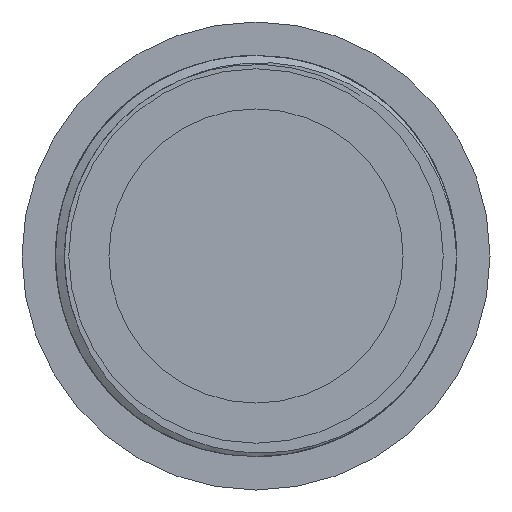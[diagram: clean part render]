
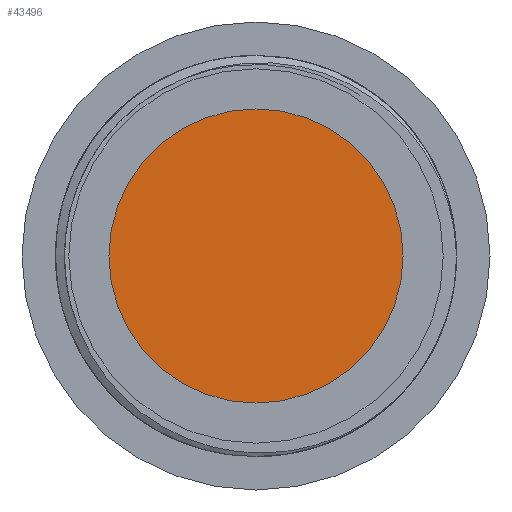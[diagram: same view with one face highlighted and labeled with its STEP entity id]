
A CAD part, left-side view. The second image highlights one B-rep face of the part: STEP entity #43496.
In plain terms, the highlighted face is planar.
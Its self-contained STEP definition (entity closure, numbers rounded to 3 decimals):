
#463 = VERTEX_POINT('',#464);
#464 = CARTESIAN_POINT('',(0.,0.5,-4.4));
#473 = CYLINDRICAL_SURFACE('',#474,4.4);
#474 = AXIS2_PLACEMENT_3D('',#475,#476,#477);
#475 = CARTESIAN_POINT('',(0.,0.5,0.));
#476 = DIRECTION('',(-0.,-1.,-0.));
#477 = DIRECTION('',(0.,0.,-1.));
#485 = CYLINDRICAL_SURFACE('',#486,4.4);
#486 = AXIS2_PLACEMENT_3D('',#487,#488,#489);
#487 = CARTESIAN_POINT('',(0.,0.5,0.));
#488 = DIRECTION('',(-0.,-1.,-0.));
#489 = DIRECTION('',(0.,0.,-1.));
#527 = VERTEX_POINT('',#528);
#528 = CARTESIAN_POINT('',(0.,0.5,4.4));
#549 = EDGE_CURVE('',#527,#463,#550,.T.);
#550 = SURFACE_CURVE('',#551,(#556,#563),.PCURVE_S1.);
#551 = CIRCLE('',#552,4.4);
#552 = AXIS2_PLACEMENT_3D('',#553,#554,#555);
#553 = CARTESIAN_POINT('',(0.,0.5,0.));
#554 = DIRECTION('',(0.,-1.,0.));
#555 = DIRECTION('',(0.,0.,-1.));
#556 = PCURVE('',#473,#557);
#557 = DEFINITIONAL_REPRESENTATION('',(#558),#562);
#558 = LINE('',#559,#560);
#559 = CARTESIAN_POINT('',(0.,0.));
#560 = VECTOR('',#561,1.);
#561 = DIRECTION('',(1.,0.));
#562 = ( GEOMETRIC_REPRESENTATION_CONTEXT(2) 
PARAMETRIC_REPRESENTATION_CONTEXT() REPRESENTATION_CONTEXT('2D SPACE',''
  ) );
#563 = PCURVE('',#564,#569);
#564 = PLANE('',#565);
#565 = AXIS2_PLACEMENT_3D('',#566,#567,#568);
#566 = CARTESIAN_POINT('',(0.,0.5,0.));
#567 = DIRECTION('',(0.,-1.,0.));
#568 = DIRECTION('',(0.,-0.,-1.));
#569 = DEFINITIONAL_REPRESENTATION('',(#570),#574);
#570 = CIRCLE('',#571,4.4);
#571 = AXIS2_PLACEMENT_2D('',#572,#573);
#572 = CARTESIAN_POINT('',(0.,0.));
#573 = DIRECTION('',(1.,0.));
#574 = ( GEOMETRIC_REPRESENTATION_CONTEXT(2) 
PARAMETRIC_REPRESENTATION_CONTEXT() REPRESENTATION_CONTEXT('2D SPACE',''
  ) );
#43474 = EDGE_CURVE('',#463,#527,#43475,.T.);
#43475 = SURFACE_CURVE('',#43476,(#43481,#43488),.PCURVE_S1.);
#43476 = CIRCLE('',#43477,4.4);
#43477 = AXIS2_PLACEMENT_3D('',#43478,#43479,#43480);
#43478 = CARTESIAN_POINT('',(0.,0.5,0.));
#43479 = DIRECTION('',(0.,-1.,0.));
#43480 = DIRECTION('',(0.,0.,-1.));
#43481 = PCURVE('',#485,#43482);
#43482 = DEFINITIONAL_REPRESENTATION('',(#43483),#43487);
#43483 = LINE('',#43484,#43485);
#43484 = CARTESIAN_POINT('',(0.,0.));
#43485 = VECTOR('',#43486,1.);
#43486 = DIRECTION('',(1.,0.));
#43487 = ( GEOMETRIC_REPRESENTATION_CONTEXT(2) 
PARAMETRIC_REPRESENTATION_CONTEXT() REPRESENTATION_CONTEXT('2D SPACE',''
  ) );
#43488 = PCURVE('',#564,#43489);
#43489 = DEFINITIONAL_REPRESENTATION('',(#43490),#43494);
#43490 = CIRCLE('',#43491,4.4);
#43491 = AXIS2_PLACEMENT_2D('',#43492,#43493);
#43492 = CARTESIAN_POINT('',(0.,0.));
#43493 = DIRECTION('',(1.,0.));
#43494 = ( GEOMETRIC_REPRESENTATION_CONTEXT(2) 
PARAMETRIC_REPRESENTATION_CONTEXT() REPRESENTATION_CONTEXT('2D SPACE',''
  ) );
#43496 = ADVANCED_FACE('',(#43497),#564,.T.);
#43497 = FACE_BOUND('',#43498,.T.);
#43498 = EDGE_LOOP('',(#43499,#43500));
#43499 = ORIENTED_EDGE('',*,*,#43474,.T.);
#43500 = ORIENTED_EDGE('',*,*,#549,.T.);
